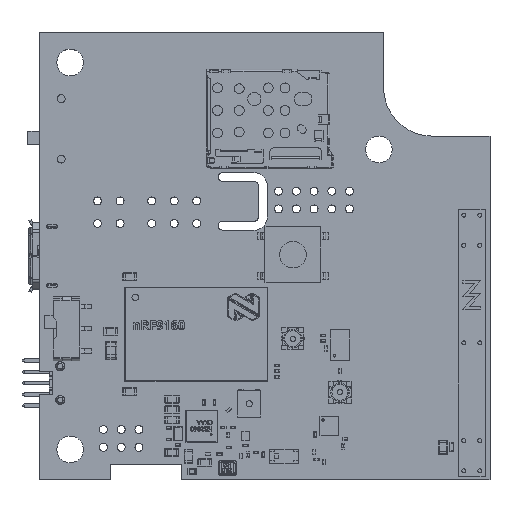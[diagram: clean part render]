
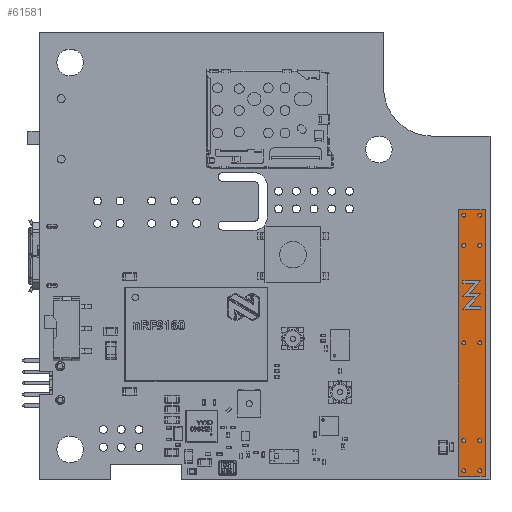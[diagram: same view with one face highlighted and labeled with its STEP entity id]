
A CAD part, top view. The second image highlights one B-rep face of the part: STEP entity #61581.
In plain terms, the highlighted planar face has unit normal (0, 0, 1).
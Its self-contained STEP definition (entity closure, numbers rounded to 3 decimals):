
#61581 = ADVANCED_FACE('',(#61582,#61593,#61604,#61615,#61626,#61637,
    #61648,#61659,#61670,#61681,#61692),#61726,.T.);
#61582 = FACE_BOUND('',#61583,.T.);
#61583 = EDGE_LOOP('',(#61584));
#61584 = ORIENTED_EDGE('',*,*,#61585,.F.);
#61585 = EDGE_CURVE('',#61586,#61586,#61588,.T.);
#61586 = VERTEX_POINT('',#61587);
#61587 = CARTESIAN_POINT('',(14.625,-0.9,1.));
#61588 = CIRCLE('',#61589,0.225);
#61589 = AXIS2_PLACEMENT_3D('',#61590,#61591,#61592);
#61590 = CARTESIAN_POINT('',(14.4,-0.9,1.));
#61591 = DIRECTION('',(0.,0.,1.));
#61592 = DIRECTION('',(1.,0.,0.));
#61593 = FACE_BOUND('',#61594,.T.);
#61594 = EDGE_LOOP('',(#61595));
#61595 = ORIENTED_EDGE('',*,*,#61596,.F.);
#61596 = EDGE_CURVE('',#61597,#61597,#61599,.T.);
#61597 = VERTEX_POINT('',#61598);
#61598 = CARTESIAN_POINT('',(14.625,0.9,1.));
#61599 = CIRCLE('',#61600,0.225);
#61600 = AXIS2_PLACEMENT_3D('',#61601,#61602,#61603);
#61601 = CARTESIAN_POINT('',(14.4,0.9,1.));
#61602 = DIRECTION('',(0.,0.,1.));
#61603 = DIRECTION('',(1.,0.,0.));
#61604 = FACE_BOUND('',#61605,.T.);
#61605 = EDGE_LOOP('',(#61606));
#61606 = ORIENTED_EDGE('',*,*,#61607,.F.);
#61607 = EDGE_CURVE('',#61608,#61608,#61610,.T.);
#61608 = VERTEX_POINT('',#61609);
#61609 = CARTESIAN_POINT('',(0.225,0.9,1.));
#61610 = CIRCLE('',#61611,0.225);
#61611 = AXIS2_PLACEMENT_3D('',#61612,#61613,#61614);
#61612 = CARTESIAN_POINT('',(0.,0.9,1.));
#61613 = DIRECTION('',(0.,0.,1.));
#61614 = DIRECTION('',(1.,0.,0.));
#61615 = FACE_BOUND('',#61616,.T.);
#61616 = EDGE_LOOP('',(#61617));
#61617 = ORIENTED_EDGE('',*,*,#61618,.F.);
#61618 = EDGE_CURVE('',#61619,#61619,#61621,.T.);
#61619 = VERTEX_POINT('',#61620);
#61620 = CARTESIAN_POINT('',(0.225,-0.9,1.));
#61621 = CIRCLE('',#61622,0.225);
#61622 = AXIS2_PLACEMENT_3D('',#61623,#61624,#61625);
#61623 = CARTESIAN_POINT('',(0.,-0.9,1.));
#61624 = DIRECTION('',(0.,0.,1.));
#61625 = DIRECTION('',(1.,0.,0.));
#61626 = FACE_BOUND('',#61627,.T.);
#61627 = EDGE_LOOP('',(#61628));
#61628 = ORIENTED_EDGE('',*,*,#61629,.F.);
#61629 = EDGE_CURVE('',#61630,#61630,#61632,.T.);
#61630 = VERTEX_POINT('',#61631);
#61631 = CARTESIAN_POINT('',(-14.175,-0.9,1.));
#61632 = CIRCLE('',#61633,0.225);
#61633 = AXIS2_PLACEMENT_3D('',#61634,#61635,#61636);
#61634 = CARTESIAN_POINT('',(-14.4,-0.9,1.));
#61635 = DIRECTION('',(0.,0.,1.));
#61636 = DIRECTION('',(1.,0.,0.));
#61637 = FACE_BOUND('',#61638,.T.);
#61638 = EDGE_LOOP('',(#61639));
#61639 = ORIENTED_EDGE('',*,*,#61640,.F.);
#61640 = EDGE_CURVE('',#61641,#61641,#61643,.T.);
#61641 = VERTEX_POINT('',#61642);
#61642 = CARTESIAN_POINT('',(-14.175,0.9,1.));
#61643 = CIRCLE('',#61644,0.225);
#61644 = AXIS2_PLACEMENT_3D('',#61645,#61646,#61647);
#61645 = CARTESIAN_POINT('',(-14.4,0.9,1.));
#61646 = DIRECTION('',(0.,0.,1.));
#61647 = DIRECTION('',(1.,0.,0.));
#61648 = FACE_BOUND('',#61649,.T.);
#61649 = EDGE_LOOP('',(#61650));
#61650 = ORIENTED_EDGE('',*,*,#61651,.T.);
#61651 = EDGE_CURVE('',#61652,#61652,#61654,.T.);
#61652 = VERTEX_POINT('',#61653);
#61653 = CARTESIAN_POINT('',(11.225,0.9,1.));
#61654 = CIRCLE('',#61655,0.225);
#61655 = AXIS2_PLACEMENT_3D('',#61656,#61657,#61658);
#61656 = CARTESIAN_POINT('',(11.,0.9,1.));
#61657 = DIRECTION('',(0.,0.,-1.));
#61658 = DIRECTION('',(1.,0.,0.));
#61659 = FACE_BOUND('',#61660,.T.);
#61660 = EDGE_LOOP('',(#61661));
#61661 = ORIENTED_EDGE('',*,*,#61662,.T.);
#61662 = EDGE_CURVE('',#61663,#61663,#61665,.T.);
#61663 = VERTEX_POINT('',#61664);
#61664 = CARTESIAN_POINT('',(11.225,-0.9,1.));
#61665 = CIRCLE('',#61666,0.225);
#61666 = AXIS2_PLACEMENT_3D('',#61667,#61668,#61669);
#61667 = CARTESIAN_POINT('',(11.,-0.9,1.));
#61668 = DIRECTION('',(0.,0.,-1.));
#61669 = DIRECTION('',(1.,0.,0.));
#61670 = FACE_BOUND('',#61671,.T.);
#61671 = EDGE_LOOP('',(#61672));
#61672 = ORIENTED_EDGE('',*,*,#61673,.F.);
#61673 = EDGE_CURVE('',#61674,#61674,#61676,.T.);
#61674 = VERTEX_POINT('',#61675);
#61675 = CARTESIAN_POINT('',(-10.775,0.9,1.));
#61676 = CIRCLE('',#61677,0.225);
#61677 = AXIS2_PLACEMENT_3D('',#61678,#61679,#61680);
#61678 = CARTESIAN_POINT('',(-11.,0.9,1.));
#61679 = DIRECTION('',(0.,0.,1.));
#61680 = DIRECTION('',(1.,0.,0.));
#61681 = FACE_BOUND('',#61682,.T.);
#61682 = EDGE_LOOP('',(#61683));
#61683 = ORIENTED_EDGE('',*,*,#61684,.F.);
#61684 = EDGE_CURVE('',#61685,#61685,#61687,.T.);
#61685 = VERTEX_POINT('',#61686);
#61686 = CARTESIAN_POINT('',(-10.775,-0.9,1.));
#61687 = CIRCLE('',#61688,0.225);
#61688 = AXIS2_PLACEMENT_3D('',#61689,#61690,#61691);
#61689 = CARTESIAN_POINT('',(-11.,-0.9,1.));
#61690 = DIRECTION('',(0.,0.,1.));
#61691 = DIRECTION('',(1.,0.,0.));
#61692 = FACE_BOUND('',#61693,.T.);
#61693 = EDGE_LOOP('',(#61694,#61704,#61712,#61720));
#61694 = ORIENTED_EDGE('',*,*,#61695,.T.);
#61695 = EDGE_CURVE('',#61696,#61698,#61700,.T.);
#61696 = VERTEX_POINT('',#61697);
#61697 = CARTESIAN_POINT('',(-15.,1.5,1.));
#61698 = VERTEX_POINT('',#61699);
#61699 = CARTESIAN_POINT('',(-15.,-1.5,1.));
#61700 = LINE('',#61701,#61702);
#61701 = CARTESIAN_POINT('',(-15.,-0.75,1.));
#61702 = VECTOR('',#61703,1.);
#61703 = DIRECTION('',(0.,-1.,0.));
#61704 = ORIENTED_EDGE('',*,*,#61705,.T.);
#61705 = EDGE_CURVE('',#61698,#61706,#61708,.T.);
#61706 = VERTEX_POINT('',#61707);
#61707 = CARTESIAN_POINT('',(15.,-1.5,1.));
#61708 = LINE('',#61709,#61710);
#61709 = CARTESIAN_POINT('',(-7.5,-1.5,1.));
#61710 = VECTOR('',#61711,1.);
#61711 = DIRECTION('',(1.,0.,0.));
#61712 = ORIENTED_EDGE('',*,*,#61713,.F.);
#61713 = EDGE_CURVE('',#61714,#61706,#61716,.T.);
#61714 = VERTEX_POINT('',#61715);
#61715 = CARTESIAN_POINT('',(15.,1.5,1.));
#61716 = LINE('',#61717,#61718);
#61717 = CARTESIAN_POINT('',(15.,0.,1.));
#61718 = VECTOR('',#61719,1.);
#61719 = DIRECTION('',(0.,-1.,0.));
#61720 = ORIENTED_EDGE('',*,*,#61721,.F.);
#61721 = EDGE_CURVE('',#61696,#61714,#61722,.T.);
#61722 = LINE('',#61723,#61724);
#61723 = CARTESIAN_POINT('',(0.,1.5,1.));
#61724 = VECTOR('',#61725,1.);
#61725 = DIRECTION('',(1.,0.,0.));
#61726 = PLANE('',#61727);
#61727 = AXIS2_PLACEMENT_3D('',#61728,#61729,#61730);
#61728 = CARTESIAN_POINT('',(-0.369,-0.287,1.));
#61729 = DIRECTION('',(0.,0.,1.));
#61730 = DIRECTION('',(1.,0.,0.));
